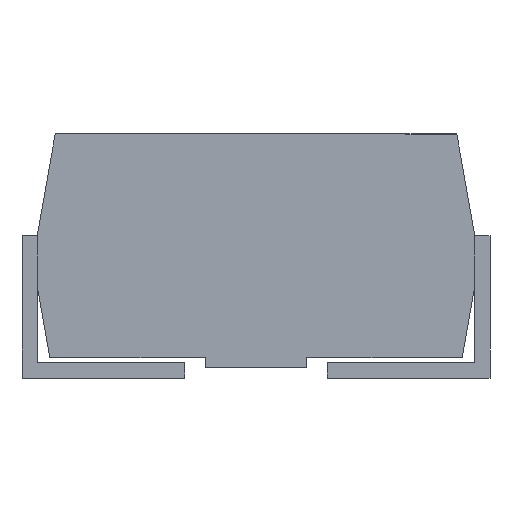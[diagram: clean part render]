
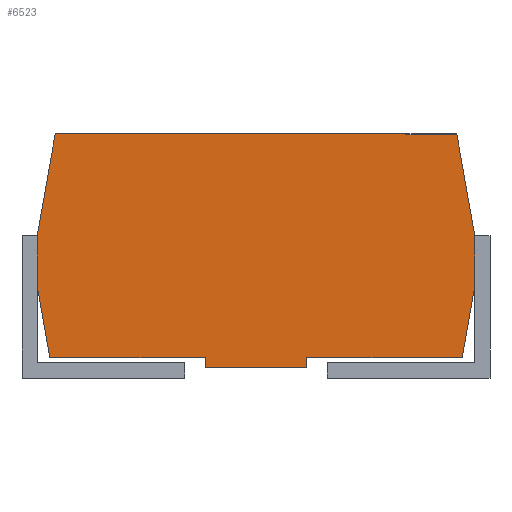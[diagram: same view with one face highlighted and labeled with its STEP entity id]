
A CAD part, front view. The second image highlights one B-rep face of the part: STEP entity #6523.
In plain terms, the highlighted planar face has unit normal (0, -1, 0).
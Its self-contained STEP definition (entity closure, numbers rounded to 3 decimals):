
#927 = CARTESIAN_POINT ( 'NONE',  ( 1.474, -1.35, 2.4 ) ) ;
#933 = CARTESIAN_POINT ( 'NONE',  ( -1.974, -1.35, 2.4 ) ) ;
#941 = DIRECTION ( 'NONE',  ( 1., 0., 0. ) ) ;
#942 = VECTOR ( 'NONE', #941, 1000. ) ;
#943 = CARTESIAN_POINT ( 'NONE',  ( -2.15, -1.35, 2.4 ) ) ;
#944 = LINE ( 'NONE', #943, #942 ) ;
#2375 = CARTESIAN_POINT ( 'NONE',  ( 2.15, -1.35, 0.9 ) ) ;
#2376 = CARTESIAN_POINT ( 'NONE',  ( 2.027, -1.35, 0.2 ) ) ;
#2377 = DIRECTION ( 'NONE',  ( 0.174, 0., 0.985 ) ) ;
#2378 = VECTOR ( 'NONE', #2377, 1000. ) ;
#2379 = CARTESIAN_POINT ( 'NONE',  ( 2.15, -1.35, 0.9 ) ) ;
#2380 = LINE ( 'NONE', #2379, #2378 ) ;
#2519 = CARTESIAN_POINT ( 'NONE',  ( -2.15, -1.35, 1.4 ) ) ;
#2544 = DIRECTION ( 'NONE',  ( 0., 0., -1. ) ) ;
#2545 = VECTOR ( 'NONE', #2544, 1000. ) ;
#2546 = CARTESIAN_POINT ( 'NONE',  ( -2.15, -1.35, 2.4 ) ) ;
#2547 = LINE ( 'NONE', #2546, #2545 ) ;
#2582 = FACE_OUTER_BOUND ( 'NONE', #6525, .T. ) ;
#2626 = CARTESIAN_POINT ( 'NONE',  ( 1.474, -1.35, 2.39 ) ) ;
#2627 = DIRECTION ( 'NONE',  ( 1., 0., 0. ) ) ;
#2628 = VECTOR ( 'NONE', #2627, 1000. ) ;
#2629 = CARTESIAN_POINT ( 'NONE',  ( 1.474, -1.35, 2.39 ) ) ;
#2630 = LINE ( 'NONE', #2629, #2628 ) ;
#2631 = DIRECTION ( 'NONE',  ( 0., 0., 1. ) ) ;
#2632 = DIRECTION ( 'NONE',  ( 0., 1., 0. ) ) ;
#2633 = CARTESIAN_POINT ( 'NONE',  ( -2.15, -1.35, 2.4 ) ) ;
#2634 = AXIS2_PLACEMENT_3D ( 'NONE', #2633, #2632, #2631 ) ;
#2635 = PLANE ( 'NONE',  #2634 ) ;
#2636 = CARTESIAN_POINT ( 'NONE',  ( 1.974, -1.35, 2.39 ) ) ;
#2688 = DIRECTION ( 'NONE',  ( 0., 0., 1. ) ) ;
#2689 = VECTOR ( 'NONE', #2688, 1000. ) ;
#2690 = CARTESIAN_POINT ( 'NONE',  ( 1.474, -1.35, 2.39 ) ) ;
#2691 = LINE ( 'NONE', #2690, #2689 ) ;
#2692 = CARTESIAN_POINT ( 'NONE',  ( -1.974, -1.35, 2.4 ) ) ;
#2693 = LINE ( 'NONE', #2692, #2752 ) ;
#2694 = DIRECTION ( 'NONE',  ( 1., 0., 0. ) ) ;
#2695 = VECTOR ( 'NONE', #2694, 1000. ) ;
#2696 = CARTESIAN_POINT ( 'NONE',  ( -2.15, -1.35, 0.1 ) ) ;
#2697 = LINE ( 'NONE', #2696, #2695 ) ;
#2698 = CARTESIAN_POINT ( 'NONE',  ( 1.974, -1.35, 2.4 ) ) ;
#2699 = DIRECTION ( 'NONE',  ( -0.174, 0., 0.985 ) ) ;
#2700 = VECTOR ( 'NONE', #2699, 1000. ) ;
#2701 = CARTESIAN_POINT ( 'NONE',  ( 1.974, -1.35, 2.4 ) ) ;
#2702 = LINE ( 'NONE', #2701, #2700 ) ;
#2703 = CARTESIAN_POINT ( 'NONE',  ( 2.15, -1.35, 1.4 ) ) ;
#2704 = DIRECTION ( 'NONE',  ( -1., 0., 0. ) ) ;
#2705 = VECTOR ( 'NONE', #2704, 1000. ) ;
#2706 = CARTESIAN_POINT ( 'NONE',  ( 2.15, -1.35, 0.2 ) ) ;
#2707 = LINE ( 'NONE', #2706, #2705 ) ;
#2708 = CARTESIAN_POINT ( 'NONE',  ( -0.5, -1.35, 0.1 ) ) ;
#2709 = CARTESIAN_POINT ( 'NONE',  ( -0.5, -1.35, 0.2 ) ) ;
#2710 = DIRECTION ( 'NONE',  ( 0., 0., -1. ) ) ;
#2711 = VECTOR ( 'NONE', #2710, 1000. ) ;
#2712 = CARTESIAN_POINT ( 'NONE',  ( -0.5, -1.35, 0.2 ) ) ;
#2713 = LINE ( 'NONE', #2712, #2711 ) ;
#2741 = CARTESIAN_POINT ( 'NONE',  ( 0.5, -1.35, 0.2 ) ) ;
#2743 = DIRECTION ( 'NONE',  ( -1., 0., 0. ) ) ;
#2744 = VECTOR ( 'NONE', #2743, 1000. ) ;
#2745 = CARTESIAN_POINT ( 'NONE',  ( -2.15, -1.35, 0.2 ) ) ;
#2746 = LINE ( 'NONE', #2745, #2744 ) ;
#2747 = DIRECTION ( 'NONE',  ( 0., 0., -1. ) ) ;
#2748 = VECTOR ( 'NONE', #2747, 1000. ) ;
#2749 = CARTESIAN_POINT ( 'NONE',  ( 2.15, -1.35, 2.4 ) ) ;
#2750 = LINE ( 'NONE', #2749, #2748 ) ;
#2751 = DIRECTION ( 'NONE',  ( -0.174, 0., -0.985 ) ) ;
#2752 = VECTOR ( 'NONE', #2751, 1000. ) ;
#2755 = CARTESIAN_POINT ( 'NONE',  ( -2.027, -1.35, 0.2 ) ) ;
#2756 = CARTESIAN_POINT ( 'NONE',  ( 0.5, -1.35, 0.1 ) ) ;
#2757 = DIRECTION ( 'NONE',  ( 0.174, 0., -0.985 ) ) ;
#2758 = VECTOR ( 'NONE', #2757, 1000. ) ;
#2759 = CARTESIAN_POINT ( 'NONE',  ( -2.15, -1.35, 0.9 ) ) ;
#2760 = LINE ( 'NONE', #2759, #2758 ) ;
#2803 = CARTESIAN_POINT ( 'NONE',  ( -2.15, -1.35, 0.9 ) ) ;
#2875 = DIRECTION ( 'NONE',  ( 0., 0., 1. ) ) ;
#2876 = VECTOR ( 'NONE', #2875, 1000. ) ;
#2877 = CARTESIAN_POINT ( 'NONE',  ( 1.974, -1.35, 2.39 ) ) ;
#2879 = LINE ( 'NONE', #2877, #2876 ) ;
#2880 = DIRECTION ( 'NONE',  ( 0., 0., -1. ) ) ;
#2881 = VECTOR ( 'NONE', #2880, 1000. ) ;
#2882 = CARTESIAN_POINT ( 'NONE',  ( 0.5, -1.35, 0.2 ) ) ;
#2883 = LINE ( 'NONE', #2882, #2881 ) ;
#5592 = EDGE_CURVE ( 'NONE', #5614, #5620, #944, .T. ) ;
#5614 = VERTEX_POINT ( 'NONE', #933 ) ;
#5620 = VERTEX_POINT ( 'NONE', #927 ) ;
#6420 = EDGE_CURVE ( 'NONE', #6421, #6422, #2380, .T. ) ;
#6421 = VERTEX_POINT ( 'NONE', #2376 ) ;
#6422 = VERTEX_POINT ( 'NONE', #2375 ) ;
#6484 = VERTEX_POINT ( 'NONE', #2519 ) ;
#6503 = EDGE_CURVE ( 'NONE', #6484, #6623, #2547, .T. ) ;
#6523 = ADVANCED_FACE ( 'NONE', ( #2582 ), #2635, .F. ) ;
#6525 = EDGE_LOOP ( 'NONE', ( #6527, #6544, #6546, #6573, #6615, #6553, #6596, #6681, #6611, #6682, #6684, #6555, #6568, #6557, #6560 ) ) ;
#6527 = ORIENTED_EDGE ( 'NONE', *, *, #6528, .F. ) ;
#6528 = EDGE_CURVE ( 'NONE', #6530, #6543, #2630, .T. ) ;
#6530 = VERTEX_POINT ( 'NONE', #2626 ) ;
#6543 = VERTEX_POINT ( 'NONE', #2636 ) ;
#6544 = ORIENTED_EDGE ( 'NONE', *, *, #6545, .T. ) ;
#6545 = EDGE_CURVE ( 'NONE', #6530, #5620, #2691, .T. ) ;
#6546 = ORIENTED_EDGE ( 'NONE', *, *, #5592, .F. ) ;
#6550 = EDGE_CURVE ( 'NONE', #6551, #6552, #2713, .T. ) ;
#6551 = VERTEX_POINT ( 'NONE', #2709 ) ;
#6552 = VERTEX_POINT ( 'NONE', #2708 ) ;
#6553 = ORIENTED_EDGE ( 'NONE', *, *, #6608, .T. ) ;
#6554 = EDGE_CURVE ( 'NONE', #6421, #6584, #2707, .T. ) ;
#6555 = ORIENTED_EDGE ( 'NONE', *, *, #6420, .T. ) ;
#6556 = VERTEX_POINT ( 'NONE', #2703 ) ;
#6557 = ORIENTED_EDGE ( 'NONE', *, *, #6558, .T. ) ;
#6558 = EDGE_CURVE ( 'NONE', #6556, #6559, #2702, .T. ) ;
#6559 = VERTEX_POINT ( 'NONE', #2698 ) ;
#6560 = ORIENTED_EDGE ( 'NONE', *, *, #6686, .F. ) ;
#6564 = EDGE_CURVE ( 'NONE', #6552, #6609, #2697, .T. ) ;
#6567 = EDGE_CURVE ( 'NONE', #5614, #6484, #2693, .T. ) ;
#6568 = ORIENTED_EDGE ( 'NONE', *, *, #6570, .F. ) ;
#6570 = EDGE_CURVE ( 'NONE', #6556, #6422, #2750, .T. ) ;
#6573 = ORIENTED_EDGE ( 'NONE', *, *, #6567, .T. ) ;
#6575 = EDGE_CURVE ( 'NONE', #6551, #6613, #2746, .T. ) ;
#6584 = VERTEX_POINT ( 'NONE', #2741 ) ;
#6596 = ORIENTED_EDGE ( 'NONE', *, *, #6575, .F. ) ;
#6608 = EDGE_CURVE ( 'NONE', #6623, #6613, #2760, .T. ) ;
#6609 = VERTEX_POINT ( 'NONE', #2756 ) ;
#6611 = ORIENTED_EDGE ( 'NONE', *, *, #6564, .T. ) ;
#6613 = VERTEX_POINT ( 'NONE', #2755 ) ;
#6615 = ORIENTED_EDGE ( 'NONE', *, *, #6503, .T. ) ;
#6623 = VERTEX_POINT ( 'NONE', #2803 ) ;
#6681 = ORIENTED_EDGE ( 'NONE', *, *, #6550, .T. ) ;
#6682 = ORIENTED_EDGE ( 'NONE', *, *, #6683, .F. ) ;
#6683 = EDGE_CURVE ( 'NONE', #6584, #6609, #2883, .T. ) ;
#6684 = ORIENTED_EDGE ( 'NONE', *, *, #6554, .F. ) ;
#6686 = EDGE_CURVE ( 'NONE', #6543, #6559, #2879, .T. ) ;
